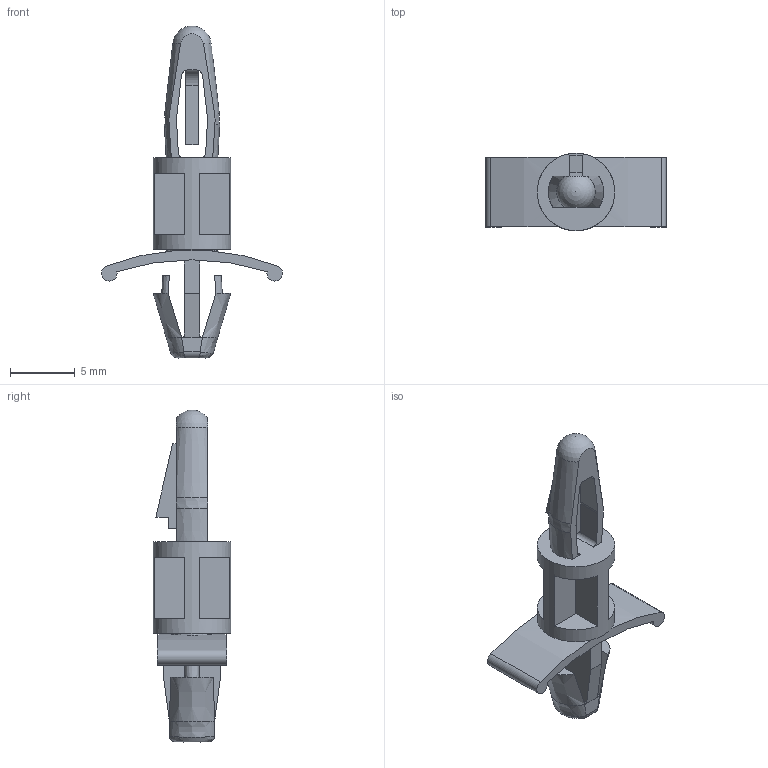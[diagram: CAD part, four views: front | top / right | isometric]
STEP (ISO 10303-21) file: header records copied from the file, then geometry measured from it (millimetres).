
FILE_DESCRIPTION( ( 'Unknown' ), '1' );
FILE_NAME( '709402500.stp', 'Unknown', ( 'Unknown' ), ( 'Unknown' ), 'PSStep 18.0.17', 'Unknown', ' ' );
FILE_SCHEMA( ( 'AUTOMOTIVE_DESIGN { 1 0 10303 214 1 1 1 1 }' ) );
Length unit declared in the file: millimetre
Products named in the file (1): 1
Bounding box: 14 x 6 x 25.7 mm (x, y, z)
Volume: 316.8 mm3; surface area: 715.2 mm2
Topology: 1 solids, 1 shells, 87 faces, 230 edges, 151 vertices
Faces by surface type: plane 53, cylinder 18, bspline 10, cone 4, torus 1, sphere 1
Full cylindrical faces by diameter (mm): 6 x1
Entity records: 4897 total; most frequent: CARTESIAN_POINT 2138, ORIENTED_EDGE 450, DIRECTION 378, EDGE_CURVE 225, VERTEX_POINT 150, AXIS2_PLACEMENT_3D 131, LINE 116, VECTOR 116
